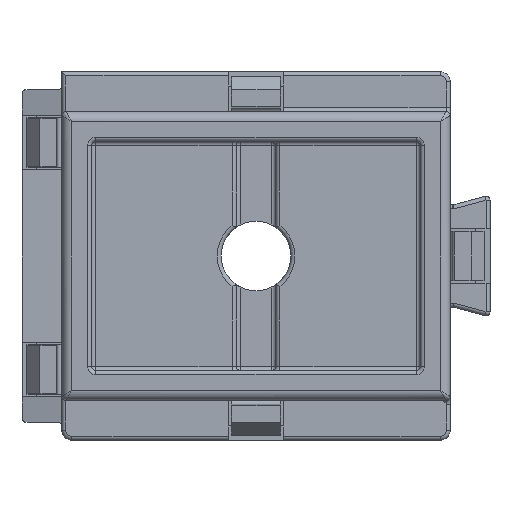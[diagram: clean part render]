
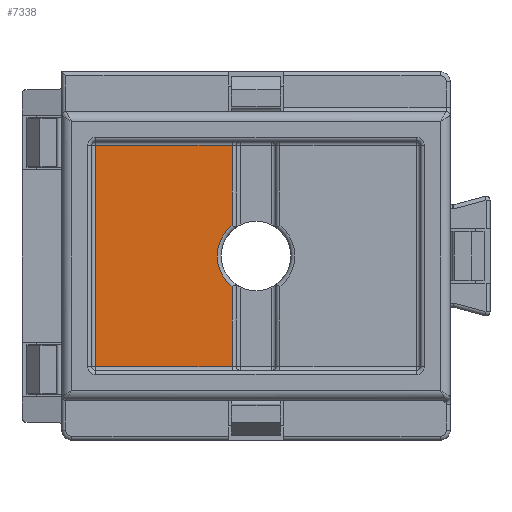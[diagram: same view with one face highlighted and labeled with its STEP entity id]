
A CAD part, front view. The second image highlights one B-rep face of the part: STEP entity #7338.
In plain terms, the highlighted planar face has unit normal (0, -1, 0).
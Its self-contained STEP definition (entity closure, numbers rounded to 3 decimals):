
#2332 = CARTESIAN_POINT ( 'NONE',  ( 0.957, 27.65, -4.623 ) ) ;
#3975 = CARTESIAN_POINT ( 'NONE',  ( 0.957, 27.65, -15.723 ) ) ;
#4009 = CARTESIAN_POINT ( 'NONE',  ( 7.807, 27.65, -4.623 ) ) ;
#4333 = EDGE_LOOP ( 'NONE', ( #4714, #4606, #4614, #4701, #4599, #4621 ) ) ;
#4599 = ORIENTED_EDGE ( 'NONE', *, *, #31169, .T. ) ;
#4606 = ORIENTED_EDGE ( 'NONE', *, *, #31199, .T. ) ;
#4614 = ORIENTED_EDGE ( 'NONE', *, *, #31171, .T. ) ;
#4621 = ORIENTED_EDGE ( 'NONE', *, *, #31219, .T. ) ;
#4701 = ORIENTED_EDGE ( 'NONE', *, *, #31211, .T. ) ;
#4714 = ORIENTED_EDGE ( 'NONE', *, *, #31180, .T. ) ;
#5271 = CARTESIAN_POINT ( 'NONE',  ( 7.807, 27.65, -8.636 ) ) ;
#5280 = CARTESIAN_POINT ( 'NONE',  ( 7.807, 27.65, -11.71 ) ) ;
#5314 = CARTESIAN_POINT ( 'NONE',  ( 7.807, 27.65, -15.723 ) ) ;
#5726 = AXIS2_PLACEMENT_3D ( 'NONE', #30366, #30378, #30387 ) ;
#5812 = VERTEX_POINT ( 'NONE', #5271 ) ;
#5841 = VERTEX_POINT ( 'NONE', #5280 ) ;
#5857 = VERTEX_POINT ( 'NONE', #5314 ) ;
#5896 = VERTEX_POINT ( 'NONE', #4009 ) ;
#5898 = VERTEX_POINT ( 'NONE', #3975 ) ;
#5950 = VERTEX_POINT ( 'NONE', #2332 ) ;
#7338 = ADVANCED_FACE ( 'NONE', ( #30352 ), #30398, .T. ) ;
#10820 = CARTESIAN_POINT ( 'NONE',  ( 8.007, 27.65, -15.723 ) ) ;
#10825 = DIRECTION ( 'NONE',  ( -1., 0., 0. ) ) ;
#10828 = LINE ( 'NONE', #10820, #17515 ) ;
#10846 = CARTESIAN_POINT ( 'NONE',  ( 0.957, 27.65, -4.623 ) ) ;
#10847 = DIRECTION ( 'NONE',  ( 1., 0., 0. ) ) ;
#10850 = DIRECTION ( 'NONE',  ( 0., 0., -1. ) ) ;
#10857 = LINE ( 'NONE', #10846, #17470 ) ;
#10865 = CARTESIAN_POINT ( 'NONE',  ( 9.007, 27.65, -10.173 ) ) ;
#10866 = DIRECTION ( 'NONE',  ( 0., 1., 0. ) ) ;
#10924 = DIRECTION ( 'NONE',  ( 0., 0., -1. ) ) ;
#10939 = CARTESIAN_POINT ( 'NONE',  ( 0.957, 27.65, -15.723 ) ) ;
#10948 = LINE ( 'NONE', #10939, #17673 ) ;
#10954 = LINE ( 'NONE', #10955, #17658 ) ;
#10955 = CARTESIAN_POINT ( 'NONE',  ( 7.807, 27.65, -11.609 ) ) ;
#10956 = DIRECTION ( 'NONE',  ( 0., 0., 1. ) ) ;
#10977 = DIRECTION ( 'NONE',  ( 0., 0., 1. ) ) ;
#10981 = CARTESIAN_POINT ( 'NONE',  ( 7.807, 27.65, -4.423 ) ) ;
#11003 = LINE ( 'NONE', #10981, #17662 ) ;
#17470 = VECTOR ( 'NONE', #10825, 1000. ) ;
#17498 = AXIS2_PLACEMENT_3D ( 'NONE', #10865, #10866, #10850 ) ;
#17507 = CIRCLE ( 'NONE', #17498, 1.95 ) ;
#17515 = VECTOR ( 'NONE', #10847, 1000. ) ;
#17658 = VECTOR ( 'NONE', #10956, 1000. ) ;
#17662 = VECTOR ( 'NONE', #10977, 1000. ) ;
#17673 = VECTOR ( 'NONE', #10924, 1000. ) ;
#30352 = FACE_OUTER_BOUND ( 'NONE', #4333, .T. ) ;
#30366 = CARTESIAN_POINT ( 'NONE',  ( 19.157, 27.65, -39.065 ) ) ;
#30378 = DIRECTION ( 'NONE',  ( 0., -1., 0. ) ) ;
#30387 = DIRECTION ( 'NONE',  ( 0., 0., -1. ) ) ;
#30398 = PLANE ( 'NONE',  #5726 ) ;
#31169 = EDGE_CURVE ( 'NONE', #5841, #5812, #17507, .T. ) ;
#31171 = EDGE_CURVE ( 'NONE', #5898, #5857, #10828, .T. ) ;
#31180 = EDGE_CURVE ( 'NONE', #5896, #5950, #10857, .T. ) ;
#31199 = EDGE_CURVE ( 'NONE', #5950, #5898, #10948, .T. ) ;
#31211 = EDGE_CURVE ( 'NONE', #5857, #5841, #10954, .T. ) ;
#31219 = EDGE_CURVE ( 'NONE', #5812, #5896, #11003, .T. ) ;
